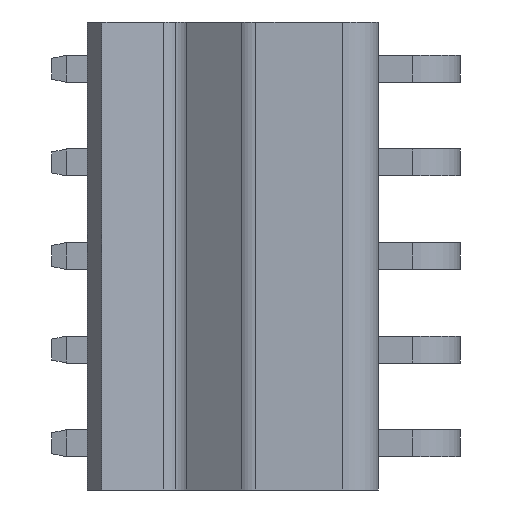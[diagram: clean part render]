
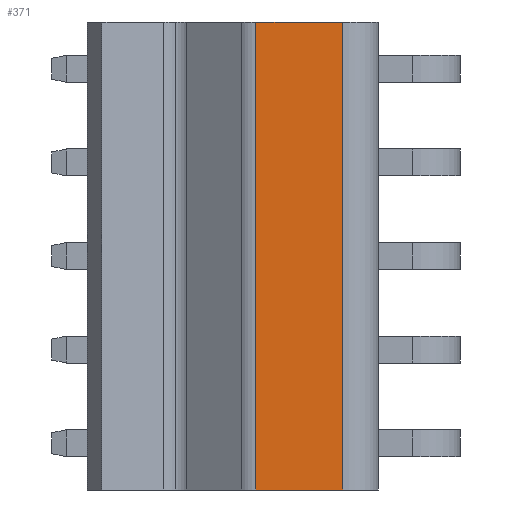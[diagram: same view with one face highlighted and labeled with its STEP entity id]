
A CAD part, left-side view. The second image highlights one B-rep face of the part: STEP entity #371.
In plain terms, the highlighted planar face has unit normal (-1, 0, 0).
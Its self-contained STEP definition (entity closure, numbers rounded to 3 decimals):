
#27 = CARTESIAN_POINT ( 'NONE',  ( -10.25, 3.2, -7.92 ) ) ;
#65 = VERTEX_POINT ( 'NONE', #2438 ) ;
#215 = AXIS2_PLACEMENT_3D ( 'NONE', #525, #3094, #2259 ) ;
#371 = ADVANCED_FACE ( 'NONE', ( #1990 ), #540, .T. ) ;
#525 = CARTESIAN_POINT ( 'NONE',  ( -10.25, 1.5, -7.92 ) ) ;
#540 = PLANE ( 'NONE',  #215 ) ;
#680 = CARTESIAN_POINT ( 'NONE',  ( -10.25, 1.5, 11.88 ) ) ;
#792 = CARTESIAN_POINT ( 'NONE',  ( -10.25, 5.173, -7.92 ) ) ;
#878 = VERTEX_POINT ( 'NONE', #680 ) ;
#1786 = CARTESIAN_POINT ( 'NONE',  ( -10.25, 5.173, -7.92 ) ) ;
#1990 = FACE_OUTER_BOUND ( 'NONE', #4252, .T. ) ;
#2140 = ORIENTED_EDGE ( 'NONE', *, *, #5260, .F. ) ;
#2152 = EDGE_CURVE ( 'NONE', #878, #3568, #4990, .T. ) ;
#2191 = ORIENTED_EDGE ( 'NONE', *, *, #2152, .F. ) ;
#2259 = DIRECTION ( 'NONE',  ( 0., -1., 0. ) ) ;
#2332 = VECTOR ( 'NONE', #4861, 1000. ) ;
#2431 = LINE ( 'NONE', #3794, #5076 ) ;
#2438 = CARTESIAN_POINT ( 'NONE',  ( -10.25, 5.173, 11.88 ) ) ;
#2511 = EDGE_CURVE ( 'NONE', #65, #5128, #4790, .T. ) ;
#2571 = CARTESIAN_POINT ( 'NONE',  ( -10.25, 1.5, -7.92 ) ) ;
#2796 = CARTESIAN_POINT ( 'NONE',  ( -10.25, 1.5, -7.92 ) ) ;
#3094 = DIRECTION ( 'NONE',  ( -1., 0., 0. ) ) ;
#3390 = DIRECTION ( 'NONE',  ( 0., -1., 0. ) ) ;
#3450 = ORIENTED_EDGE ( 'NONE', *, *, #2511, .T. ) ;
#3478 = EDGE_CURVE ( 'NONE', #5128, #3568, #4430, .T. ) ;
#3568 = VERTEX_POINT ( 'NONE', #2571 ) ;
#3794 = CARTESIAN_POINT ( 'NONE',  ( -10.25, 3.2, 11.88 ) ) ;
#4252 = EDGE_LOOP ( 'NONE', ( #2191, #2140, #3450, #4912 ) ) ;
#4430 = LINE ( 'NONE', #27, #4567 ) ;
#4513 = VECTOR ( 'NONE', #4746, 1000. ) ;
#4567 = VECTOR ( 'NONE', #4641, 1000. ) ;
#4641 = DIRECTION ( 'NONE',  ( 0., -1., 0. ) ) ;
#4746 = DIRECTION ( 'NONE',  ( 0., 0., -1. ) ) ;
#4790 = LINE ( 'NONE', #1786, #4513 ) ;
#4861 = DIRECTION ( 'NONE',  ( 0., 0., -1. ) ) ;
#4912 = ORIENTED_EDGE ( 'NONE', *, *, #3478, .T. ) ;
#4990 = LINE ( 'NONE', #2796, #2332 ) ;
#5076 = VECTOR ( 'NONE', #3390, 1000. ) ;
#5128 = VERTEX_POINT ( 'NONE', #792 ) ;
#5260 = EDGE_CURVE ( 'NONE', #65, #878, #2431, .T. ) ;
